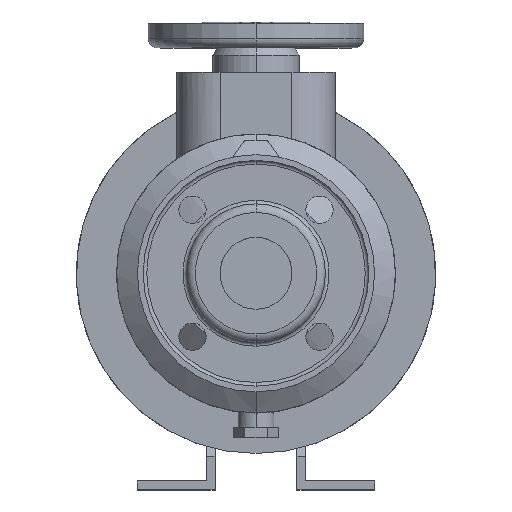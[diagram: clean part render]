
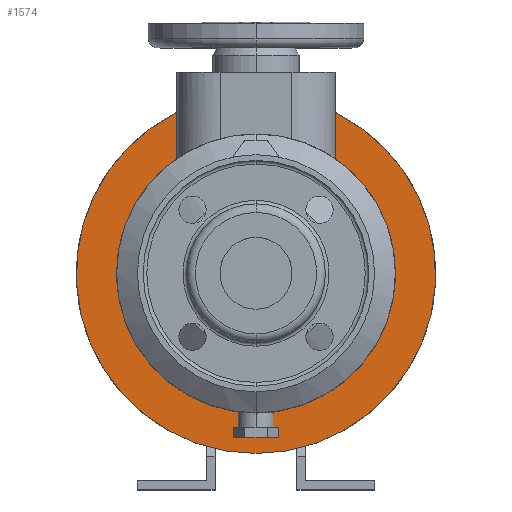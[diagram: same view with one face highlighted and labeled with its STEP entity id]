
A CAD part, top view. The second image highlights one B-rep face of the part: STEP entity #1574.
In plain terms, the highlighted planar face has unit normal (0, 0, 1).
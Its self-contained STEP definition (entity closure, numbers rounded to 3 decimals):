
#23 = CARTESIAN_POINT ( 'NONE',  ( -55., -125.002, -43. ) ) ;
#29 = DIRECTION ( 'NONE',  ( 0., -1., 0. ) ) ;
#147 = CARTESIAN_POINT ( 'NONE',  ( -55., 79.9, -43. ) ) ;
#155 = CARTESIAN_POINT ( 'NONE',  ( 0., -97., -43. ) ) ;
#389 = EDGE_CURVE ( 'NONE', #6836, #722, #11160, .T. ) ;
#466 = AXIS2_PLACEMENT_3D ( 'NONE', #4425, #2353, #7679 ) ;
#722 = VERTEX_POINT ( 'NONE', #11262 ) ;
#867 = ORIENTED_EDGE ( 'NONE', *, *, #12844, .F. ) ;
#1297 = DIRECTION ( 'NONE',  ( 0., 1., 0. ) ) ;
#1359 = DIRECTION ( 'NONE',  ( 0., 0., -1. ) ) ;
#1507 = DIRECTION ( 'NONE',  ( 0., -1., 0. ) ) ;
#1537 = VERTEX_POINT ( 'NONE', #10485 ) ;
#1557 = AXIS2_PLACEMENT_3D ( 'NONE', #12567, #3443, #1507 ) ;
#1574 = ADVANCED_FACE ( 'NONE', ( #3160 ), #12424, .F. ) ;
#2091 = VECTOR ( 'NONE', #6824, 1000. ) ;
#2353 = DIRECTION ( 'NONE',  ( 0., 0., 1. ) ) ;
#3066 = VECTOR ( 'NONE', #10022, 1000. ) ;
#3160 = FACE_OUTER_BOUND ( 'NONE', #6674, .T. ) ;
#3267 = VERTEX_POINT ( 'NONE', #155 ) ;
#3419 = CARTESIAN_POINT ( 'NONE',  ( 0., 97., -43. ) ) ;
#3422 = ORIENTED_EDGE ( 'NONE', *, *, #11770, .T. ) ;
#3443 = DIRECTION ( 'NONE',  ( 0., 0., 1. ) ) ;
#4425 = CARTESIAN_POINT ( 'NONE',  ( 0., 0., -43. ) ) ;
#5095 = CARTESIAN_POINT ( 'NONE',  ( 0., 0., -43. ) ) ;
#5374 = CIRCLE ( 'NONE', #466, 125. ) ;
#5455 = EDGE_CURVE ( 'NONE', #3267, #5667, #7518, .T. ) ;
#5667 = VERTEX_POINT ( 'NONE', #12237 ) ;
#5760 = CIRCLE ( 'NONE', #7466, 125. ) ;
#5839 = DIRECTION ( 'NONE',  ( 0., 0., 1. ) ) ;
#5893 = EDGE_CURVE ( 'NONE', #5667, #1537, #12881, .T. ) ;
#6674 = EDGE_LOOP ( 'NONE', ( #10683, #7242, #867, #9891, #3422, #10512 ) ) ;
#6824 = DIRECTION ( 'NONE',  ( 0., 1., 0. ) ) ;
#6836 = VERTEX_POINT ( 'NONE', #147 ) ;
#7242 = ORIENTED_EDGE ( 'NONE', *, *, #5455, .F. ) ;
#7466 = AXIS2_PLACEMENT_3D ( 'NONE', #5095, #9159, #29 ) ;
#7518 = CIRCLE ( 'NONE', #1557, 97. ) ;
#7679 = DIRECTION ( 'NONE',  ( 0., -1., 0. ) ) ;
#7766 = CARTESIAN_POINT ( 'NONE',  ( 0., -125., -43. ) ) ;
#9159 = DIRECTION ( 'NONE',  ( 0., 0., 1. ) ) ;
#9284 = EDGE_CURVE ( 'NONE', #10441, #1537, #5374, .T. ) ;
#9891 = ORIENTED_EDGE ( 'NONE', *, *, #389, .T. ) ;
#9909 = DIRECTION ( 'NONE',  ( 0., -1., 0. ) ) ;
#10022 = DIRECTION ( 'NONE',  ( 0., 1., 0. ) ) ;
#10441 = VERTEX_POINT ( 'NONE', #7766 ) ;
#10485 = CARTESIAN_POINT ( 'NONE',  ( 55., 112.25, -43. ) ) ;
#10512 = ORIENTED_EDGE ( 'NONE', *, *, #9284, .T. ) ;
#10683 = ORIENTED_EDGE ( 'NONE', *, *, #5893, .F. ) ;
#10890 = CARTESIAN_POINT ( 'NONE',  ( 55., -125.002, -43. ) ) ;
#11160 = LINE ( 'NONE', #23, #2091 ) ;
#11262 = CARTESIAN_POINT ( 'NONE',  ( -55., 112.25, -43. ) ) ;
#11289 = AXIS2_PLACEMENT_3D ( 'NONE', #11901, #5839, #9909 ) ;
#11770 = EDGE_CURVE ( 'NONE', #722, #10441, #5760, .T. ) ;
#11901 = CARTESIAN_POINT ( 'NONE',  ( 0., 0., -43. ) ) ;
#11927 = CIRCLE ( 'NONE', #11289, 97. ) ;
#12237 = CARTESIAN_POINT ( 'NONE',  ( 55., 79.9, -43. ) ) ;
#12424 = PLANE ( 'NONE',  #12668 ) ;
#12567 = CARTESIAN_POINT ( 'NONE',  ( 0., 0., -43. ) ) ;
#12668 = AXIS2_PLACEMENT_3D ( 'NONE', #3419, #1359, #1297 ) ;
#12844 = EDGE_CURVE ( 'NONE', #6836, #3267, #11927, .T. ) ;
#12881 = LINE ( 'NONE', #10890, #3066 ) ;
